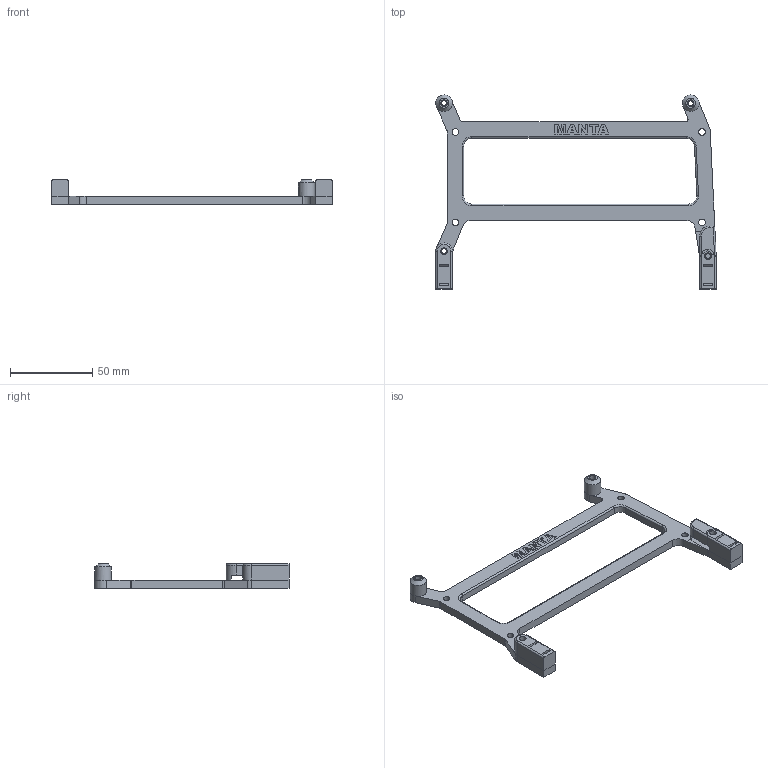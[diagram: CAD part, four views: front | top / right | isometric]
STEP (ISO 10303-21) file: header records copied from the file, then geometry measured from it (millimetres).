
FILE_DESCRIPTION(('FreeCAD Model'),'2;1');
FILE_NAME('Open CASCADE Shape Model','2024-11-11T18:37:56',(''),(''), 'Open CASCADE STEP processor 7.7','FreeCAD','Unknown');
FILE_SCHEMA(('AUTOMOTIVE_DESIGN { 1 0 10303 214 1 1 1 1 }'));
Length unit declared in the file: millimetre
Products named in the file (1): Cut
Bounding box: 170.5 x 118 x 15 mm (x, y, z)
Volume: 32306.2 mm3; surface area: 19143.3 mm2
Topology: 1 solids, 1 shells, 182 faces, 465 edges, 296 vertices
Faces by surface type: plane 118, cylinder 54, torus 8, cone 2
Full cylindrical faces by diameter (mm): 3 x8, 4 x8, 10 x2
Entity records: 11652 total; most frequent: CARTESIAN_POINT 2261, DIRECTION 1742, LINE 1056, VECTOR 1056, ORIENTED_EDGE 930, PCURVE 930, DEFINITIONAL_REPRESENTATION 930, EDGE_CURVE 465
